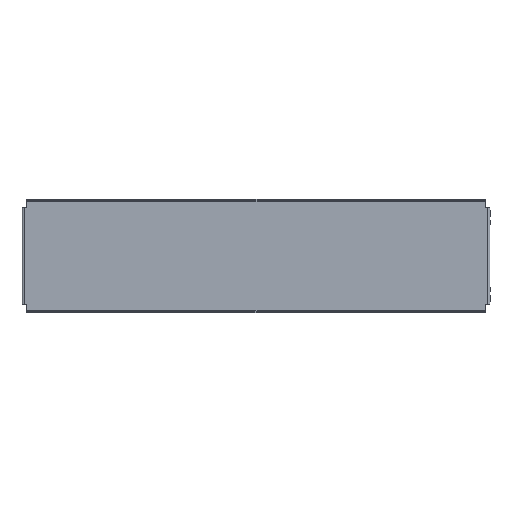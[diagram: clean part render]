
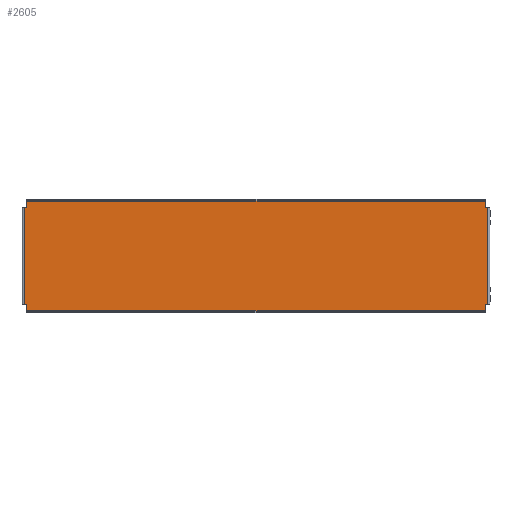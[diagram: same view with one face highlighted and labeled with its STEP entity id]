
A CAD part, top view. The second image highlights one B-rep face of the part: STEP entity #2605.
In plain terms, the highlighted planar face has unit normal (0, 0, 1).
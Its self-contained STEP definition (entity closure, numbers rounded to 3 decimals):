
#4 = VERTEX_POINT ( 'NONE', #1552 ) ;
#7 = VERTEX_POINT ( 'NONE', #1557 ) ;
#42 = VERTEX_POINT ( 'NONE', #1521 ) ;
#53 = VERTEX_POINT ( 'NONE', #1510 ) ;
#54 = VERTEX_POINT ( 'NONE', #1509 ) ;
#108 = VERTEX_POINT ( 'NONE', #1455 ) ;
#111 = VERTEX_POINT ( 'NONE', #1452 ) ;
#112 = VERTEX_POINT ( 'NONE', #1451 ) ;
#114 = VERTEX_POINT ( 'NONE', #1449 ) ;
#116 = VERTEX_POINT ( 'NONE', #1447 ) ;
#118 = VERTEX_POINT ( 'NONE', #1445 ) ;
#119 = VERTEX_POINT ( 'NONE', #1444 ) ;
#212 = AXIS2_PLACEMENT_3D ( 'NONE', #1042, #908, #921 ) ;
#617 = ORIENTED_EDGE ( 'NONE', *, *, #3024, .T. ) ;
#618 = ORIENTED_EDGE ( 'NONE', *, *, #3025, .F. ) ;
#619 = ORIENTED_EDGE ( 'NONE', *, *, #3026, .T. ) ;
#620 = ORIENTED_EDGE ( 'NONE', *, *, #3027, .T. ) ;
#621 = ORIENTED_EDGE ( 'NONE', *, *, #3028, .T. ) ;
#622 = ORIENTED_EDGE ( 'NONE', *, *, #3029, .F. ) ;
#623 = ORIENTED_EDGE ( 'NONE', *, *, #3030, .T. ) ;
#624 = ORIENTED_EDGE ( 'NONE', *, *, #3031, .F. ) ;
#625 = ORIENTED_EDGE ( 'NONE', *, *, #3032, .T. ) ;
#626 = ORIENTED_EDGE ( 'NONE', *, *, #3033, .T. ) ;
#627 = ORIENTED_EDGE ( 'NONE', *, *, #3034, .T. ) ;
#628 = ORIENTED_EDGE ( 'NONE', *, *, #3035, .F. ) ;
#737 = EDGE_LOOP ( 'NONE', ( #628, #627, #626, #625, #624, #623, #622, #621, #620, #619, #618, #617 ) ) ;
#908 = DIRECTION ( 'NONE',  ( 0., 0., 1. ) ) ;
#914 = PLANE ( 'NONE',  #212 ) ;
#921 = DIRECTION ( 'NONE',  ( 1., 0., 0. ) ) ;
#1042 = CARTESIAN_POINT ( 'NONE',  ( -342., -82.5, 2. ) ) ;
#1088 = CARTESIAN_POINT ( 'NONE',  ( -342., 81.5, 2. ) ) ;
#1333 = DIRECTION ( 'NONE',  ( 1., 0., 0. ) ) ;
#1334 = CARTESIAN_POINT ( 'NONE',  ( -347., 72.5, 2. ) ) ;
#1339 = DIRECTION ( 'NONE',  ( 0., -1., 0. ) ) ;
#1340 = CARTESIAN_POINT ( 'NONE',  ( -346., 72.5, 2. ) ) ;
#1342 = DIRECTION ( 'NONE',  ( 1., 0., 0. ) ) ;
#1345 = CARTESIAN_POINT ( 'NONE',  ( -347., -72.5, 2. ) ) ;
#1346 = DIRECTION ( 'NONE',  ( 0., -1., 0. ) ) ;
#1349 = CARTESIAN_POINT ( 'NONE',  ( 347., 72.5, 2. ) ) ;
#1350 = CARTESIAN_POINT ( 'NONE',  ( -342., 82.5, 2. ) ) ;
#1354 = DIRECTION ( 'NONE',  ( -1., 0., 0. ) ) ;
#1355 = CARTESIAN_POINT ( 'NONE',  ( 342., -81.5, 2. ) ) ;
#1361 = DIRECTION ( 'NONE',  ( 0., 1., 0. ) ) ;
#1363 = CARTESIAN_POINT ( 'NONE',  ( 342., 82.5, 2. ) ) ;
#1366 = DIRECTION ( 'NONE',  ( -1., 0., 0. ) ) ;
#1369 = CARTESIAN_POINT ( 'NONE',  ( 347., -72.5, 2. ) ) ;
#1370 = DIRECTION ( 'NONE',  ( 0., 1., 0. ) ) ;
#1372 = CARTESIAN_POINT ( 'NONE',  ( 346., -72.5, 2. ) ) ;
#1374 = DIRECTION ( 'NONE',  ( -1., 0., 0. ) ) ;
#1375 = DIRECTION ( 'NONE',  ( 0., 1., 0. ) ) ;
#1377 = CARTESIAN_POINT ( 'NONE',  ( 342., 82.5, 2. ) ) ;
#1379 = DIRECTION ( 'NONE',  ( 1., 0., 0. ) ) ;
#1391 = CARTESIAN_POINT ( 'NONE',  ( -342., 82.5, 2. ) ) ;
#1400 = DIRECTION ( 'NONE',  ( 0., -1., 0. ) ) ;
#1444 = CARTESIAN_POINT ( 'NONE',  ( 346., 72.5, 2. ) ) ;
#1445 = CARTESIAN_POINT ( 'NONE',  ( -346., 72.5, 2. ) ) ;
#1447 = CARTESIAN_POINT ( 'NONE',  ( 342., -72.5, 2. ) ) ;
#1449 = CARTESIAN_POINT ( 'NONE',  ( -342., -81.5, 2. ) ) ;
#1451 = CARTESIAN_POINT ( 'NONE',  ( -342., 72.5, 2. ) ) ;
#1452 = CARTESIAN_POINT ( 'NONE',  ( -346., -72.5, 2. ) ) ;
#1455 = CARTESIAN_POINT ( 'NONE',  ( 342., 72.5, 2. ) ) ;
#1509 = CARTESIAN_POINT ( 'NONE',  ( -342., -72.5, 2. ) ) ;
#1510 = CARTESIAN_POINT ( 'NONE',  ( -342., 81.5, 2. ) ) ;
#1521 = CARTESIAN_POINT ( 'NONE',  ( 342., -81.5, 2. ) ) ;
#1552 = CARTESIAN_POINT ( 'NONE',  ( 342., 81.5, 2. ) ) ;
#1557 = CARTESIAN_POINT ( 'NONE',  ( 346., -72.5, 2. ) ) ;
#2230 = FACE_OUTER_BOUND ( 'NONE', #737, .T. ) ;
#2605 = ADVANCED_FACE ( 'NONE', ( #2230 ), #914, .T. ) ;
#2855 = VECTOR ( 'NONE', #1333, 1000. ) ;
#2857 = VECTOR ( 'NONE', #1339, 1000. ) ;
#2858 = LINE ( 'NONE', #1334, #2855 ) ;
#2859 = VECTOR ( 'NONE', #1342, 1000. ) ;
#2860 = LINE ( 'NONE', #1340, #2857 ) ;
#2861 = VECTOR ( 'NONE', #1346, 1000. ) ;
#2862 = LINE ( 'NONE', #1345, #2859 ) ;
#2863 = VECTOR ( 'NONE', #1354, 1000. ) ;
#2864 = LINE ( 'NONE', #1350, #2861 ) ;
#2865 = VECTOR ( 'NONE', #1361, 1000. ) ;
#2866 = LINE ( 'NONE', #1355, #2863 ) ;
#2867 = VECTOR ( 'NONE', #1366, 1000. ) ;
#2868 = LINE ( 'NONE', #1363, #2865 ) ;
#2869 = VECTOR ( 'NONE', #1370, 1000. ) ;
#2870 = LINE ( 'NONE', #1369, #2867 ) ;
#2871 = VECTOR ( 'NONE', #1374, 1000. ) ;
#2872 = LINE ( 'NONE', #1372, #2869 ) ;
#2873 = VECTOR ( 'NONE', #1375, 1000. ) ;
#2874 = LINE ( 'NONE', #1349, #2871 ) ;
#2875 = VECTOR ( 'NONE', #1379, 1000. ) ;
#2876 = LINE ( 'NONE', #1377, #2873 ) ;
#2877 = VECTOR ( 'NONE', #1400, 1000. ) ;
#2880 = LINE ( 'NONE', #1391, #2877 ) ;
#2892 = LINE ( 'NONE', #1088, #2875 ) ;
#3024 = EDGE_CURVE ( 'NONE', #53, #112, #2880, .T. ) ;
#3025 = EDGE_CURVE ( 'NONE', #53, #4, #2892, .T. ) ;
#3026 = EDGE_CURVE ( 'NONE', #108, #4, #2876, .T. ) ;
#3027 = EDGE_CURVE ( 'NONE', #119, #108, #2874, .T. ) ;
#3028 = EDGE_CURVE ( 'NONE', #7, #119, #2872, .T. ) ;
#3029 = EDGE_CURVE ( 'NONE', #7, #116, #2870, .T. ) ;
#3030 = EDGE_CURVE ( 'NONE', #42, #116, #2868, .T. ) ;
#3031 = EDGE_CURVE ( 'NONE', #42, #114, #2866, .T. ) ;
#3032 = EDGE_CURVE ( 'NONE', #54, #114, #2864, .T. ) ;
#3033 = EDGE_CURVE ( 'NONE', #111, #54, #2862, .T. ) ;
#3034 = EDGE_CURVE ( 'NONE', #118, #111, #2860, .T. ) ;
#3035 = EDGE_CURVE ( 'NONE', #118, #112, #2858, .T. ) ;
